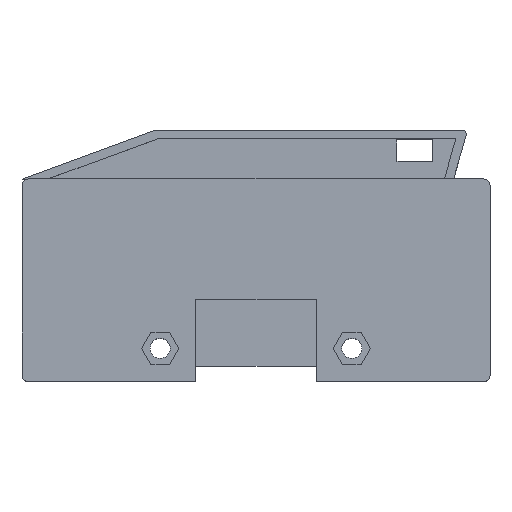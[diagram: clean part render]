
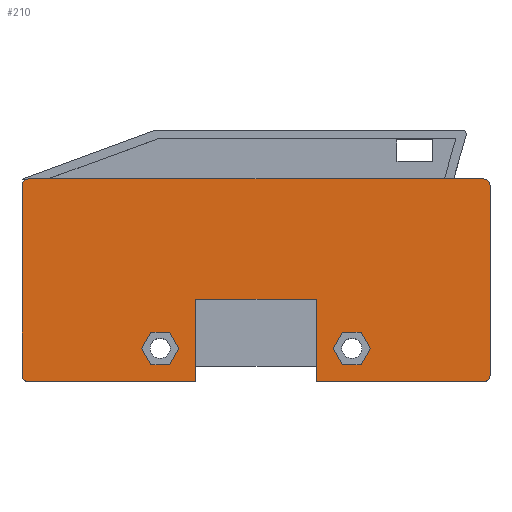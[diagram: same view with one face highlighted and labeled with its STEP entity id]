
A CAD part, top view. The second image highlights one B-rep face of the part: STEP entity #210.
In plain terms, the highlighted planar face has unit normal (0, 0, 1).
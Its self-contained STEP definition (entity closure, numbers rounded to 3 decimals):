
#189=CIRCLE('',#1756,1.5);
#190=CIRCLE('',#1757,1.5);
#191=CIRCLE('',#1758,1.5);
#192=CIRCLE('',#1759,1.5);
#210=ADVANCED_FACE('',(#369,#370,#371),#292,.T.);
#292=PLANE('',#1760);
#369=FACE_BOUND('',#395,.T.);
#370=FACE_BOUND('',#396,.T.);
#371=FACE_BOUND('',#397,.T.);
#395=EDGE_LOOP('',(#560,#561,#562,#563,#564,#565));
#396=EDGE_LOOP('',(#566,#567,#568,#569,#570,#571));
#397=EDGE_LOOP('',(#572,#573,#574,#575,#576,#577,#578,#579,#580,#581,#582,
#583));
#560=ORIENTED_EDGE('',*,*,#1166,.F.);
#561=ORIENTED_EDGE('',*,*,#1167,.F.);
#562=ORIENTED_EDGE('',*,*,#1168,.F.);
#563=ORIENTED_EDGE('',*,*,#1169,.F.);
#564=ORIENTED_EDGE('',*,*,#1170,.F.);
#565=ORIENTED_EDGE('',*,*,#1171,.F.);
#566=ORIENTED_EDGE('',*,*,#1172,.F.);
#567=ORIENTED_EDGE('',*,*,#1173,.F.);
#568=ORIENTED_EDGE('',*,*,#1174,.F.);
#569=ORIENTED_EDGE('',*,*,#1175,.F.);
#570=ORIENTED_EDGE('',*,*,#1176,.F.);
#571=ORIENTED_EDGE('',*,*,#1177,.F.);
#572=ORIENTED_EDGE('',*,*,#1155,.T.);
#573=ORIENTED_EDGE('',*,*,#1178,.T.);
#574=ORIENTED_EDGE('',*,*,#1163,.T.);
#575=ORIENTED_EDGE('',*,*,#1179,.T.);
#576=ORIENTED_EDGE('',*,*,#1093,.T.);
#577=ORIENTED_EDGE('',*,*,#1180,.T.);
#578=ORIENTED_EDGE('',*,*,#1135,.T.);
#579=ORIENTED_EDGE('',*,*,#1181,.F.);
#580=ORIENTED_EDGE('',*,*,#1182,.F.);
#581=ORIENTED_EDGE('',*,*,#1183,.F.);
#582=ORIENTED_EDGE('',*,*,#1152,.T.);
#583=ORIENTED_EDGE('',*,*,#1184,.T.);
#939=VERTEX_POINT('',#2273);
#940=VERTEX_POINT('',#2275);
#979=VERTEX_POINT('',#2360);
#980=VERTEX_POINT('',#2362);
#995=VERTEX_POINT('',#2396);
#996=VERTEX_POINT('',#2398);
#997=VERTEX_POINT('',#2402);
#998=VERTEX_POINT('',#2404);
#1005=VERTEX_POINT('',#2420);
#1006=VERTEX_POINT('',#2421);
#1007=VERTEX_POINT('',#2426);
#1008=VERTEX_POINT('',#2427);
#1009=VERTEX_POINT('',#2429);
#1010=VERTEX_POINT('',#2431);
#1011=VERTEX_POINT('',#2433);
#1012=VERTEX_POINT('',#2435);
#1013=VERTEX_POINT('',#2438);
#1014=VERTEX_POINT('',#2439);
#1015=VERTEX_POINT('',#2441);
#1016=VERTEX_POINT('',#2443);
#1017=VERTEX_POINT('',#2445);
#1018=VERTEX_POINT('',#2447);
#1019=VERTEX_POINT('',#2453);
#1020=VERTEX_POINT('',#2455);
#1093=EDGE_CURVE('',#940,#939,#1322,.T.);
#1135=EDGE_CURVE('',#980,#979,#1356,.T.);
#1152=EDGE_CURVE('',#996,#995,#1373,.T.);
#1155=EDGE_CURVE('',#998,#997,#1376,.T.);
#1163=EDGE_CURVE('',#1005,#1006,#1384,.T.);
#1166=EDGE_CURVE('',#1007,#1008,#1387,.T.);
#1167=EDGE_CURVE('',#1009,#1007,#1388,.T.);
#1168=EDGE_CURVE('',#1010,#1009,#1389,.T.);
#1169=EDGE_CURVE('',#1011,#1010,#1390,.T.);
#1170=EDGE_CURVE('',#1012,#1011,#1391,.T.);
#1171=EDGE_CURVE('',#1008,#1012,#1392,.T.);
#1172=EDGE_CURVE('',#1013,#1014,#1393,.T.);
#1173=EDGE_CURVE('',#1015,#1013,#1394,.T.);
#1174=EDGE_CURVE('',#1016,#1015,#1395,.T.);
#1175=EDGE_CURVE('',#1017,#1016,#1396,.T.);
#1176=EDGE_CURVE('',#1018,#1017,#1397,.T.);
#1177=EDGE_CURVE('',#1014,#1018,#1398,.T.);
#1178=EDGE_CURVE('',#997,#1005,#189,.T.);
#1179=EDGE_CURVE('',#1006,#940,#190,.T.);
#1180=EDGE_CURVE('',#939,#980,#191,.T.);
#1181=EDGE_CURVE('',#1019,#979,#1399,.T.);
#1182=EDGE_CURVE('',#1020,#1019,#1400,.T.);
#1183=EDGE_CURVE('',#996,#1020,#1401,.T.);
#1184=EDGE_CURVE('',#995,#998,#192,.T.);
#1322=LINE('',#2274,#1533);
#1356=LINE('',#2361,#1567);
#1373=LINE('',#2397,#1584);
#1376=LINE('',#2403,#1587);
#1384=LINE('',#2419,#1595);
#1387=LINE('',#2425,#1598);
#1388=LINE('',#2428,#1599);
#1389=LINE('',#2430,#1600);
#1390=LINE('',#2432,#1601);
#1391=LINE('',#2434,#1602);
#1392=LINE('',#2436,#1603);
#1393=LINE('',#2437,#1604);
#1394=LINE('',#2440,#1605);
#1395=LINE('',#2442,#1606);
#1396=LINE('',#2444,#1607);
#1397=LINE('',#2446,#1608);
#1398=LINE('',#2448,#1609);
#1399=LINE('',#2452,#1610);
#1400=LINE('',#2454,#1611);
#1401=LINE('',#2456,#1612);
#1533=VECTOR('',#1849,1.);
#1567=VECTOR('',#1909,1.);
#1584=VECTOR('',#1932,1.);
#1587=VECTOR('',#1937,1.);
#1595=VECTOR('',#1947,1.);
#1598=VECTOR('',#1952,1.);
#1599=VECTOR('',#1953,1.);
#1600=VECTOR('',#1954,1.);
#1601=VECTOR('',#1955,1.);
#1602=VECTOR('',#1956,1.);
#1603=VECTOR('',#1957,1.);
#1604=VECTOR('',#1958,1.);
#1605=VECTOR('',#1959,1.);
#1606=VECTOR('',#1960,1.);
#1607=VECTOR('',#1961,1.);
#1608=VECTOR('',#1962,1.);
#1609=VECTOR('',#1963,1.);
#1610=VECTOR('',#1970,1.);
#1611=VECTOR('',#1971,1.);
#1612=VECTOR('',#1972,1.);
#1756=AXIS2_PLACEMENT_3D('',#2449,#1964,#1965);
#1757=AXIS2_PLACEMENT_3D('',#2450,#1966,#1967);
#1758=AXIS2_PLACEMENT_3D('',#2451,#1968,#1969);
#1759=AXIS2_PLACEMENT_3D('',#2457,#1973,#1974);
#1760=AXIS2_PLACEMENT_3D('',#2458,#1975,#1976);
#1849=DIRECTION('',(0.,-1.,0.));
#1909=DIRECTION('',(1.,0.,0.));
#1932=DIRECTION('',(1.,0.,0.));
#1937=DIRECTION('',(0.,1.,0.));
#1947=DIRECTION('',(-1.,0.,0.));
#1952=DIRECTION('',(0.5,-0.866,0.));
#1953=DIRECTION('',(-0.5,-0.866,0.));
#1954=DIRECTION('',(-1.,0.,0.));
#1955=DIRECTION('',(-0.5,0.866,0.));
#1956=DIRECTION('',(0.5,0.866,0.));
#1957=DIRECTION('',(1.,0.,0.));
#1958=DIRECTION('',(0.5,-0.866,0.));
#1959=DIRECTION('',(-0.5,-0.866,0.));
#1960=DIRECTION('',(-1.,0.,0.));
#1961=DIRECTION('',(-0.5,0.866,0.));
#1962=DIRECTION('',(0.5,0.866,0.));
#1963=DIRECTION('',(1.,0.,0.));
#1964=DIRECTION('',(0.,0.,1.));
#1965=DIRECTION('',(1.,0.,0.));
#1966=DIRECTION('',(0.,0.,1.));
#1967=DIRECTION('',(1.,0.,0.));
#1968=DIRECTION('',(0.,0.,1.));
#1969=DIRECTION('',(1.,0.,0.));
#1970=DIRECTION('',(0.,-1.,0.));
#1971=DIRECTION('',(-1.,0.,0.));
#1972=DIRECTION('',(0.,1.,0.));
#1973=DIRECTION('',(0.,0.,1.));
#1974=DIRECTION('',(1.,0.,0.));
#1975=DIRECTION('',(0.,0.,1.));
#1976=DIRECTION('',(1.,0.,0.));
#2273=CARTESIAN_POINT('',(-52.5,-21.25,26.5));
#2274=CARTESIAN_POINT('',(-52.5,22.75,26.5));
#2275=CARTESIAN_POINT('',(-52.5,21.25,26.5));
#2360=CARTESIAN_POINT('',(-13.5,-22.75,26.5));
#2361=CARTESIAN_POINT('',(-52.5,-22.75,26.5));
#2362=CARTESIAN_POINT('',(-51.,-22.75,26.5));
#2396=CARTESIAN_POINT('',(51.,-22.75,26.5));
#2397=CARTESIAN_POINT('',(-52.5,-22.75,26.5));
#2398=CARTESIAN_POINT('',(13.5,-22.75,26.5));
#2402=CARTESIAN_POINT('',(52.5,21.25,26.5));
#2403=CARTESIAN_POINT('',(52.5,-22.75,26.5));
#2404=CARTESIAN_POINT('',(52.5,-21.25,26.5));
#2419=CARTESIAN_POINT('',(52.5,22.75,26.5));
#2420=CARTESIAN_POINT('',(51.,22.75,26.5));
#2421=CARTESIAN_POINT('',(-51.,22.75,26.5));
#2425=CARTESIAN_POINT('',(-25.7,-15.25,26.5));
#2426=CARTESIAN_POINT('',(-25.7,-15.25,26.5));
#2427=CARTESIAN_POINT('',(-23.6,-18.887,26.5));
#2428=CARTESIAN_POINT('',(-23.6,-11.613,26.5));
#2429=CARTESIAN_POINT('',(-23.6,-11.613,26.5));
#2430=CARTESIAN_POINT('',(-19.4,-11.613,26.5));
#2431=CARTESIAN_POINT('',(-19.4,-11.613,26.5));
#2432=CARTESIAN_POINT('',(-17.3,-15.25,26.5));
#2433=CARTESIAN_POINT('',(-17.3,-15.25,26.5));
#2434=CARTESIAN_POINT('',(-19.4,-18.887,26.5));
#2435=CARTESIAN_POINT('',(-19.4,-18.887,26.5));
#2436=CARTESIAN_POINT('',(-23.6,-18.887,26.5));
#2437=CARTESIAN_POINT('',(17.3,-15.25,26.5));
#2438=CARTESIAN_POINT('',(17.3,-15.25,26.5));
#2439=CARTESIAN_POINT('',(19.4,-18.887,26.5));
#2440=CARTESIAN_POINT('',(19.4,-11.613,26.5));
#2441=CARTESIAN_POINT('',(19.4,-11.613,26.5));
#2442=CARTESIAN_POINT('',(23.6,-11.613,26.5));
#2443=CARTESIAN_POINT('',(23.6,-11.613,26.5));
#2444=CARTESIAN_POINT('',(25.7,-15.25,26.5));
#2445=CARTESIAN_POINT('',(25.7,-15.25,26.5));
#2446=CARTESIAN_POINT('',(23.6,-18.887,26.5));
#2447=CARTESIAN_POINT('',(23.6,-18.887,26.5));
#2448=CARTESIAN_POINT('',(19.4,-18.887,26.5));
#2449=CARTESIAN_POINT('',(51.,21.25,26.5));
#2450=CARTESIAN_POINT('',(-51.,21.25,26.5));
#2451=CARTESIAN_POINT('',(-51.,-21.25,26.5));
#2452=CARTESIAN_POINT('',(-13.5,-4.25,26.5));
#2453=CARTESIAN_POINT('',(-13.5,-4.25,26.5));
#2454=CARTESIAN_POINT('',(13.5,-4.25,26.5));
#2455=CARTESIAN_POINT('',(13.5,-4.25,26.5));
#2456=CARTESIAN_POINT('',(13.5,-22.75,26.5));
#2457=CARTESIAN_POINT('',(51.,-21.25,26.5));
#2458=CARTESIAN_POINT('',(0.,0.,26.5));
